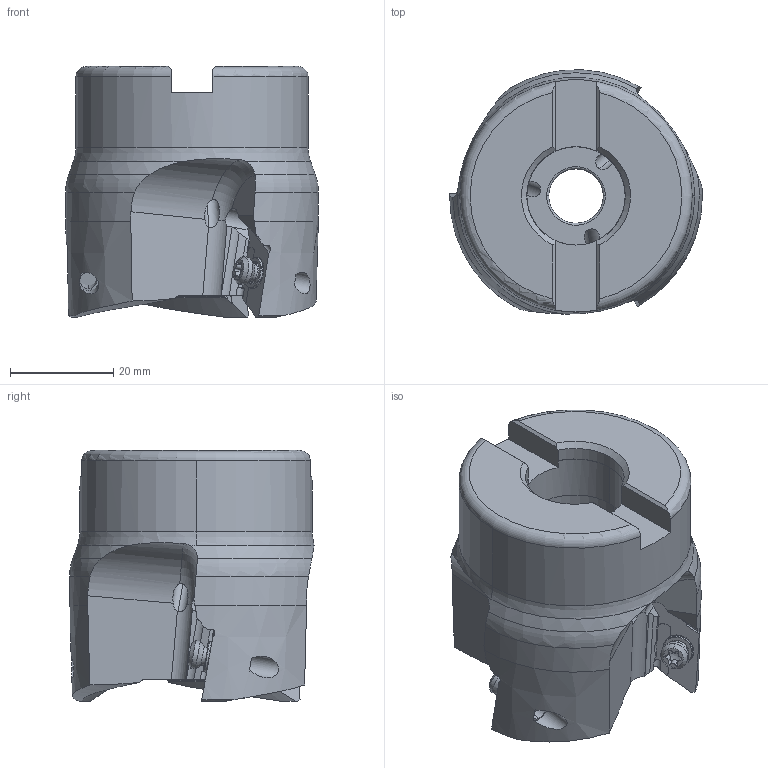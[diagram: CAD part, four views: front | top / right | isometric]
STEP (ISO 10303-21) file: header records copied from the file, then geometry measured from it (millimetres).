
FILE_DESCRIPTION(/* description */ (''),/* implementation_level */ '2;1');
FILE_NAME(/* name */ 'BXD4000R0203.stp',/* time_stamp */ '2021-09-08T11:40:31+09:00',/* author */ (''),/* organization */ (''),/* preprocessor_version */ 'ST-DEVELOPER v16',/* originating_system */ 'SIEMENS PLM Software NX 10.0',/* authorisation */ '');
FILE_SCHEMA (('AUTOMOTIVE_DESIGN { 1 0 10303 214 3 1 1 1 }'));
Length unit declared in the file: millimetre
Products named in the file (1): BXD4000R0203_ASM
Bounding box: 48.94 x 47.32 x 48.63 mm (x, y, z)
Volume: 54885.4 mm3; surface area: 13629.6 mm2
Topology: 4 solids, 4 shells, 315 faces, 1004 edges, 709 vertices
Faces by surface type: cylinder 129, plane 90, cone 60, torus 30, sphere 6
Entity records: 14477 total; most frequent: CARTESIAN_POINT 5382, ORIENTED_EDGE 1996, DIRECTION 1837, EDGE_CURVE 998, AXIS2_PLACEMENT_3D 767, VERTEX_POINT 690, CIRCLE 383, EDGE_LOOP 328
